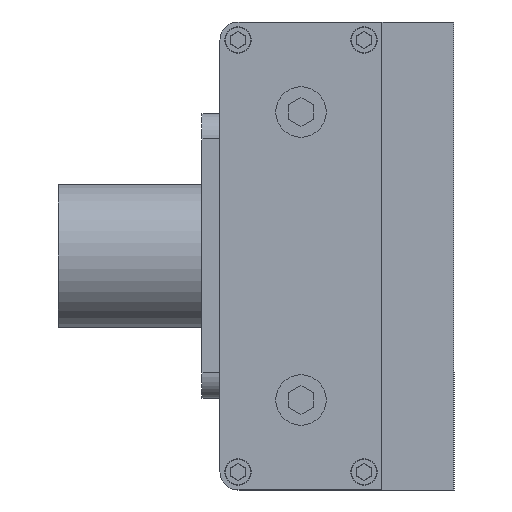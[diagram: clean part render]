
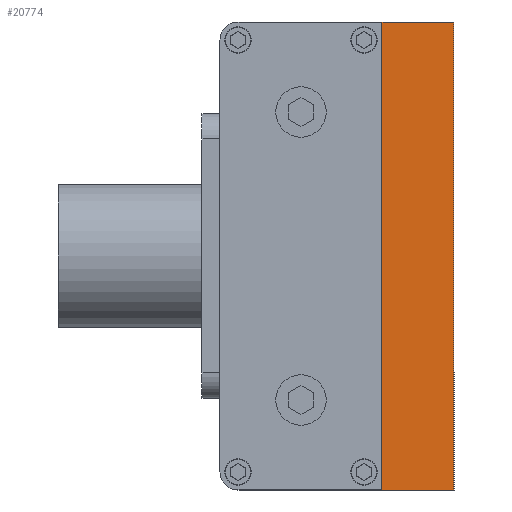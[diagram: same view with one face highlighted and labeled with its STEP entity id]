
A CAD part, left-side view. The second image highlights one B-rep face of the part: STEP entity #20774.
In plain terms, the highlighted planar face has unit normal (-1, 0, 0).
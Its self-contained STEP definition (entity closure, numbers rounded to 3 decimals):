
#736 = FACE_OUTER_BOUND ( 'NONE', #3605, .T. ) ;
#2710 = EDGE_CURVE ( 'NONE', #25805, #28831, #33605, .T. ) ;
#3025 = CARTESIAN_POINT ( 'NONE',  ( -572., -20., 65. ) ) ;
#3605 = EDGE_LOOP ( 'NONE', ( #34188, #19475, #11131, #10692 ) ) ;
#4883 = VECTOR ( 'NONE', #33572, 1000. ) ;
#5925 = VECTOR ( 'NONE', #21881, 1000. ) ;
#6644 = PLANE ( 'NONE',  #11875 ) ;
#8966 = CARTESIAN_POINT ( 'NONE',  ( -572., -20., -65. ) ) ;
#10692 = ORIENTED_EDGE ( 'NONE', *, *, #23342, .T. ) ;
#11131 = ORIENTED_EDGE ( 'NONE', *, *, #31851, .F. ) ;
#11875 = AXIS2_PLACEMENT_3D ( 'NONE', #3025, #37780, #23497 ) ;
#12824 = DIRECTION ( 'NONE',  ( 0., 1., 0. ) ) ;
#12903 = LINE ( 'NONE', #27938, #5925 ) ;
#13875 = VECTOR ( 'NONE', #18945, 1000. ) ;
#15400 = CARTESIAN_POINT ( 'NONE',  ( -572., 0., -65. ) ) ;
#16246 = CARTESIAN_POINT ( 'NONE',  ( -572., 0., 65. ) ) ;
#16919 = VERTEX_POINT ( 'NONE', #8966 ) ;
#18555 = CARTESIAN_POINT ( 'NONE',  ( -572., -20., -65. ) ) ;
#18909 = LINE ( 'NONE', #33390, #4883 ) ;
#18945 = DIRECTION ( 'NONE',  ( 0., 0., -1. ) ) ;
#19475 = ORIENTED_EDGE ( 'NONE', *, *, #27520, .F. ) ;
#20774 = ADVANCED_FACE ( 'NONE', ( #736 ), #6644, .F. ) ;
#21881 = DIRECTION ( 'NONE',  ( 0., 1., 0. ) ) ;
#22331 = CARTESIAN_POINT ( 'NONE',  ( -572., 0., 65. ) ) ;
#23342 = EDGE_CURVE ( 'NONE', #24640, #25805, #12903, .T. ) ;
#23497 = DIRECTION ( 'NONE',  ( 0., 0., -1. ) ) ;
#24640 = VERTEX_POINT ( 'NONE', #29445 ) ;
#25805 = VERTEX_POINT ( 'NONE', #22331 ) ;
#26217 = VECTOR ( 'NONE', #12824, 1000. ) ;
#27520 = EDGE_CURVE ( 'NONE', #16919, #28831, #36091, .T. ) ;
#27938 = CARTESIAN_POINT ( 'NONE',  ( -572., -20., 65. ) ) ;
#28831 = VERTEX_POINT ( 'NONE', #15400 ) ;
#29445 = CARTESIAN_POINT ( 'NONE',  ( -572., -20., 65. ) ) ;
#31851 = EDGE_CURVE ( 'NONE', #24640, #16919, #18909, .T. ) ;
#33390 = CARTESIAN_POINT ( 'NONE',  ( -572., -20., 65. ) ) ;
#33572 = DIRECTION ( 'NONE',  ( 0., 0., -1. ) ) ;
#33605 = LINE ( 'NONE', #16246, #13875 ) ;
#34188 = ORIENTED_EDGE ( 'NONE', *, *, #2710, .T. ) ;
#36091 = LINE ( 'NONE', #18555, #26217 ) ;
#37780 = DIRECTION ( 'NONE',  ( 1., 0., 0. ) ) ;
